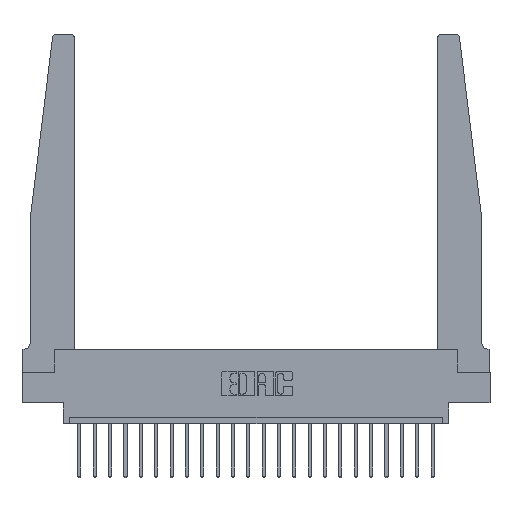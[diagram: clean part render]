
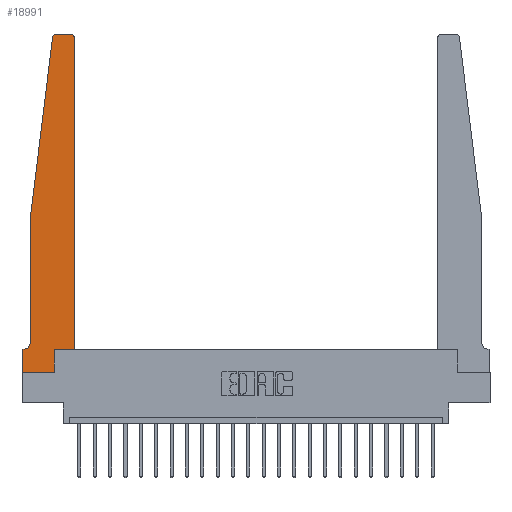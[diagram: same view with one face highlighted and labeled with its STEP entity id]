
A CAD part, top view. The second image highlights one B-rep face of the part: STEP entity #18991.
In plain terms, the highlighted planar face has unit normal (0, 0, 1).
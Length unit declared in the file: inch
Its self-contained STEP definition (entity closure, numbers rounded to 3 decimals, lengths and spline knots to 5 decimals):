
#580 = ORIENTED_EDGE ( 'NONE', *, *, #22668, .T. ) ;
#1010 = LINE ( 'NONE', #8024, #4081 ) ;
#1370 = DIRECTION ( 'NONE',  ( 1., 0., 0. ) ) ;
#1377 = EDGE_CURVE ( 'NONE', #18576, #3942, #5467, .T. ) ;
#1692 = DIRECTION ( 'NONE',  ( -1., 0., 0. ) ) ;
#1788 = VECTOR ( 'NONE', #2253, 39.37008 ) ;
#1804 = CARTESIAN_POINT ( 'NONE',  ( 0.065, 0.1875, 0.37 ) ) ;
#1979 = EDGE_CURVE ( 'NONE', #5926, #10782, #15546, .T. ) ;
#2185 = DIRECTION ( 'NONE',  ( 0., -1., 0. ) ) ;
#2253 = DIRECTION ( 'NONE',  ( 0., 1., 0. ) ) ;
#2367 = EDGE_CURVE ( 'NONE', #8915, #13115, #20402, .T. ) ;
#2463 = CARTESIAN_POINT ( 'NONE',  ( 0.395, 2.72, 0.37 ) ) ;
#2472 = VECTOR ( 'NONE', #1370, 39.37008 ) ;
#2575 = DIRECTION ( 'NONE',  ( 0., 0., 1. ) ) ;
#2815 = CARTESIAN_POINT ( 'NONE',  ( 0.395, 2.75, 0.37 ) ) ;
#2836 = VERTEX_POINT ( 'NONE', #7190 ) ;
#2914 = EDGE_CURVE ( 'NONE', #18123, #8915, #20846, .T. ) ;
#3076 = ORIENTED_EDGE ( 'NONE', *, *, #3595, .T. ) ;
#3080 = LINE ( 'NONE', #18780, #2472 ) ;
#3155 = ORIENTED_EDGE ( 'NONE', *, *, #16517, .T. ) ;
#3595 = EDGE_CURVE ( 'NONE', #15150, #18123, #12735, .T. ) ;
#3808 = CARTESIAN_POINT ( 'NONE',  ( 0., 0., 0.37 ) ) ;
#3942 = VERTEX_POINT ( 'NONE', #10343 ) ;
#4038 = EDGE_CURVE ( 'NONE', #10782, #14270, #19399, .T. ) ;
#4081 = VECTOR ( 'NONE', #16927, 39.37008 ) ;
#4138 = DIRECTION ( 'NONE',  ( 0., -1., 0. ) ) ;
#4422 = CARTESIAN_POINT ( 'NONE',  ( 0.015, 0.1875, 0.37 ) ) ;
#5050 = VECTOR ( 'NONE', #2185, 39.37008 ) ;
#5467 = LINE ( 'NONE', #15900, #1788 ) ;
#5713 = DIRECTION ( 'NONE',  ( 0., 0., -1. ) ) ;
#5839 = EDGE_CURVE ( 'NONE', #6902, #15150, #1010, .T. ) ;
#5879 = CARTESIAN_POINT ( 'NONE',  ( 0., 0., 0.37 ) ) ;
#5926 = VERTEX_POINT ( 'NONE', #4422 ) ;
#6686 = CARTESIAN_POINT ( 'NONE',  ( 0.425, 0.18, 0.37 ) ) ;
#6902 = VERTEX_POINT ( 'NONE', #15812 ) ;
#7124 = DIRECTION ( 'NONE',  ( -1., 0., 0. ) ) ;
#7190 = CARTESIAN_POINT ( 'NONE',  ( 0.065, 0.2375, 0.37 ) ) ;
#7578 = CARTESIAN_POINT ( 'NONE',  ( 0.065, 1.25, 0.37 ) ) ;
#8024 = CARTESIAN_POINT ( 'NONE',  ( 0.425, 0.18, 0.37 ) ) ;
#8293 = DIRECTION ( 'NONE',  ( 1., 0., 0. ) ) ;
#8478 = ORIENTED_EDGE ( 'NONE', *, *, #5839, .T. ) ;
#8718 = AXIS2_PLACEMENT_3D ( 'NONE', #2463, #2575, #16774 ) ;
#8798 = ORIENTED_EDGE ( 'NONE', *, *, #2914, .T. ) ;
#8915 = VERTEX_POINT ( 'NONE', #22536 ) ;
#8922 = FACE_OUTER_BOUND ( 'NONE', #14576, .T. ) ;
#9226 = EDGE_CURVE ( 'NONE', #3942, #6902, #17000, .T. ) ;
#9504 = CARTESIAN_POINT ( 'NONE',  ( 0.425, 2.72, 0.37 ) ) ;
#10240 = ORIENTED_EDGE ( 'NONE', *, *, #9226, .T. ) ;
#10343 = CARTESIAN_POINT ( 'NONE',  ( 0.2605, 0.18, 0.37 ) ) ;
#10543 = ORIENTED_EDGE ( 'NONE', *, *, #14980, .T. ) ;
#10565 = ORIENTED_EDGE ( 'NONE', *, *, #18734, .T. ) ;
#10782 = VERTEX_POINT ( 'NONE', #16303 ) ;
#11238 = CARTESIAN_POINT ( 'NONE',  ( 0.065, 1.25, 0.37 ) ) ;
#11249 = AXIS2_PLACEMENT_3D ( 'NONE', #13295, #22033, #16389 ) ;
#11459 = VERTEX_POINT ( 'NONE', #15362 ) ;
#12055 = VECTOR ( 'NONE', #12721, 39.37008 ) ;
#12119 = CARTESIAN_POINT ( 'NONE',  ( 0.25, 2.75, 0.37 ) ) ;
#12622 = LINE ( 'NONE', #7578, #12055 ) ;
#12721 = DIRECTION ( 'NONE',  ( -0.122, -0.992, 0. ) ) ;
#12735 = CIRCLE ( 'NONE', #8718, 0.03 ) ;
#13115 = VERTEX_POINT ( 'NONE', #18184 ) ;
#13295 = CARTESIAN_POINT ( 'NONE',  ( 0.27653, 2.72, 0.37 ) ) ;
#13965 = PLANE ( 'NONE',  #18641 ) ;
#14049 = AXIS2_PLACEMENT_3D ( 'NONE', #15926, #5713, #7124 ) ;
#14193 = CARTESIAN_POINT ( 'NONE',  ( 0., 0.1875, 0.37 ) ) ;
#14270 = VERTEX_POINT ( 'NONE', #5879 ) ;
#14576 = EDGE_LOOP ( 'NONE', ( #8798, #22491, #10565, #580, #10543, #18436, #14879, #3155, #21338, #10240, #8478, #3076 ) ) ;
#14879 = ORIENTED_EDGE ( 'NONE', *, *, #4038, .T. ) ;
#14980 = EDGE_CURVE ( 'NONE', #2836, #5926, #19196, .T. ) ;
#15150 = VERTEX_POINT ( 'NONE', #9504 ) ;
#15362 = CARTESIAN_POINT ( 'NONE',  ( 0.065, 1.25, 0.37 ) ) ;
#15546 = LINE ( 'NONE', #1804, #20044 ) ;
#15724 = CARTESIAN_POINT ( 'NONE',  ( 0.2605, 0., 0.37 ) ) ;
#15812 = CARTESIAN_POINT ( 'NONE',  ( 0.425, 0.18, 0.37 ) ) ;
#15900 = CARTESIAN_POINT ( 'NONE',  ( 0.2605, 0.18, 0.37 ) ) ;
#15908 = DIRECTION ( 'NONE',  ( 1., 0., 0. ) ) ;
#15926 = CARTESIAN_POINT ( 'NONE',  ( 0.015, 0.2375, 0.37 ) ) ;
#16303 = CARTESIAN_POINT ( 'NONE',  ( 0., 0.1875, 0.37 ) ) ;
#16389 = DIRECTION ( 'NONE',  ( 1., 0., 0. ) ) ;
#16517 = EDGE_CURVE ( 'NONE', #14270, #18576, #3080, .T. ) ;
#16774 = DIRECTION ( 'NONE',  ( 1., 0., 0. ) ) ;
#16927 = DIRECTION ( 'NONE',  ( 0., 1., 0. ) ) ;
#17000 = LINE ( 'NONE', #6686, #18746 ) ;
#17103 = VECTOR ( 'NONE', #1692, 39.37008 ) ;
#18123 = VERTEX_POINT ( 'NONE', #2815 ) ;
#18184 = CARTESIAN_POINT ( 'NONE',  ( 0.24675, 2.72367, 0.37 ) ) ;
#18436 = ORIENTED_EDGE ( 'NONE', *, *, #1979, .T. ) ;
#18576 = VERTEX_POINT ( 'NONE', #15724 ) ;
#18641 = AXIS2_PLACEMENT_3D ( 'NONE', #14193, #19482, #15908 ) ;
#18734 = EDGE_CURVE ( 'NONE', #13115, #11459, #12622, .T. ) ;
#18746 = VECTOR ( 'NONE', #8293, 39.37008 ) ;
#18780 = CARTESIAN_POINT ( 'NONE',  ( 0., 0., 0.37 ) ) ;
#18991 = ADVANCED_FACE ( 'NONE', ( #8922 ), #13965, .T. ) ;
#19196 = CIRCLE ( 'NONE', #14049, 0.05 ) ;
#19399 = LINE ( 'NONE', #3808, #5050 ) ;
#19482 = DIRECTION ( 'NONE',  ( 0., 0., 1. ) ) ;
#19959 = LINE ( 'NONE', #11238, #20636 ) ;
#20044 = VECTOR ( 'NONE', #22554, 39.37008 ) ;
#20402 = CIRCLE ( 'NONE', #11249, 0.03 ) ;
#20636 = VECTOR ( 'NONE', #4138, 39.37008 ) ;
#20846 = LINE ( 'NONE', #12119, #17103 ) ;
#21338 = ORIENTED_EDGE ( 'NONE', *, *, #1377, .T. ) ;
#22033 = DIRECTION ( 'NONE',  ( 0., 0., 1. ) ) ;
#22491 = ORIENTED_EDGE ( 'NONE', *, *, #2367, .T. ) ;
#22536 = CARTESIAN_POINT ( 'NONE',  ( 0.27653, 2.75, 0.37 ) ) ;
#22554 = DIRECTION ( 'NONE',  ( -1., 0., 0. ) ) ;
#22668 = EDGE_CURVE ( 'NONE', #11459, #2836, #19959, .T. ) ;
